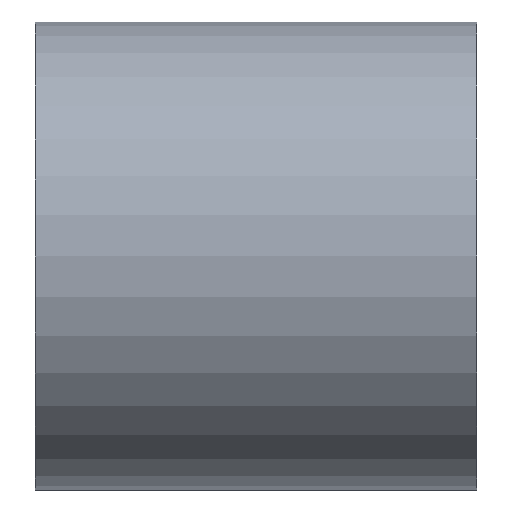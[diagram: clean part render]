
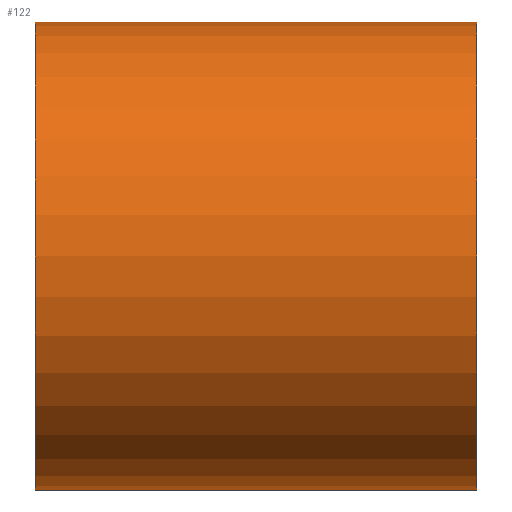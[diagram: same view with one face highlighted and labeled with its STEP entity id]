
A CAD part, left-side view. The second image highlights one B-rep face of the part: STEP entity #122.
In plain terms, the highlighted cylindrical face has radius 9 mm (diameter 18 mm), a partial arc.
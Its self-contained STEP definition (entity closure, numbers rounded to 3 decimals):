
#98 = VERTEX_POINT ( 'NONE', #1114 ) ;
#100 = EDGE_CURVE ( 'NONE', #211, #98, #1113, .T. ) ;
#122 = ADVANCED_FACE ( 'NONE', ( #1020 ), #1019, .T. ) ;
#123 = EDGE_LOOP ( 'NONE', ( #124, #125, #140, #141 ) ) ;
#124 = ORIENTED_EDGE ( 'NONE', *, *, #214, .F. ) ;
#125 = ORIENTED_EDGE ( 'NONE', *, *, #126, .T. ) ;
#126 = EDGE_CURVE ( 'NONE', #212, #211, #1014, .T. ) ;
#140 = ORIENTED_EDGE ( 'NONE', *, *, #100, .T. ) ;
#141 = ORIENTED_EDGE ( 'NONE', *, *, #142, .T. ) ;
#142 = EDGE_CURVE ( 'NONE', #98, #215, #679, .T. ) ;
#211 = VERTEX_POINT ( 'NONE', #1992 ) ;
#212 = VERTEX_POINT ( 'NONE', #1991 ) ;
#214 = EDGE_CURVE ( 'NONE', #212, #215, #1990, .T. ) ;
#215 = VERTEX_POINT ( 'NONE', #1986 ) ;
#675 = DIRECTION ( 'NONE',  ( 1., 0., 0. ) ) ;
#676 = DIRECTION ( 'NONE',  ( 0., -1., 0. ) ) ;
#677 = CARTESIAN_POINT ( 'NONE',  ( 0., 8.5, 0. ) ) ;
#678 = AXIS2_PLACEMENT_3D ( 'NONE', #677, #676, #675 ) ;
#679 = CIRCLE ( 'NONE', #678, 9. ) ;
#1010 = DIRECTION ( 'NONE',  ( -1., 0., 0. ) ) ;
#1011 = DIRECTION ( 'NONE',  ( 0., 1., 0. ) ) ;
#1012 = CARTESIAN_POINT ( 'NONE',  ( 0., -8.5, 0. ) ) ;
#1013 = AXIS2_PLACEMENT_3D ( 'NONE', #1012, #1011, #1010 ) ;
#1014 = CIRCLE ( 'NONE', #1013, 9. ) ;
#1015 = DIRECTION ( 'NONE',  ( 0., 0., 1. ) ) ;
#1016 = DIRECTION ( 'NONE',  ( 0., 1., 0. ) ) ;
#1017 = AXIS2_PLACEMENT_3D ( 'NONE', #1018, #1016, #1015 ) ;
#1018 = CARTESIAN_POINT ( 'NONE',  ( 0., 13.586, 0. ) ) ;
#1019 = CYLINDRICAL_SURFACE ( 'NONE', #1017, 9. ) ;
#1020 = FACE_OUTER_BOUND ( 'NONE', #123, .T. ) ;
#1110 = DIRECTION ( 'NONE',  ( 0., 1., 0. ) ) ;
#1111 = VECTOR ( 'NONE', #1110, 1000. ) ;
#1112 = CARTESIAN_POINT ( 'NONE',  ( 0., 13.586, 9. ) ) ;
#1113 = LINE ( 'NONE', #1112, #1111 ) ;
#1114 = CARTESIAN_POINT ( 'NONE',  ( 0., 8.5, 9. ) ) ;
#1986 = CARTESIAN_POINT ( 'NONE',  ( 0., 8.5, -9. ) ) ;
#1987 = DIRECTION ( 'NONE',  ( 0., 1., 0. ) ) ;
#1988 = VECTOR ( 'NONE', #1987, 1000. ) ;
#1989 = CARTESIAN_POINT ( 'NONE',  ( 0., 13.586, -9. ) ) ;
#1990 = LINE ( 'NONE', #1989, #1988 ) ;
#1991 = CARTESIAN_POINT ( 'NONE',  ( 0., -8.5, -9. ) ) ;
#1992 = CARTESIAN_POINT ( 'NONE',  ( 0., -8.5, 9. ) ) ;
